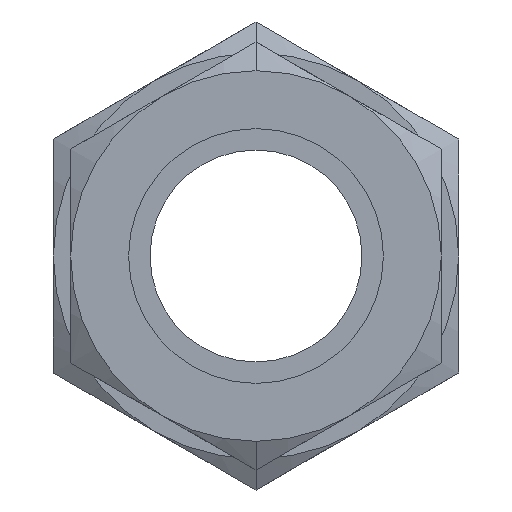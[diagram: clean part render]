
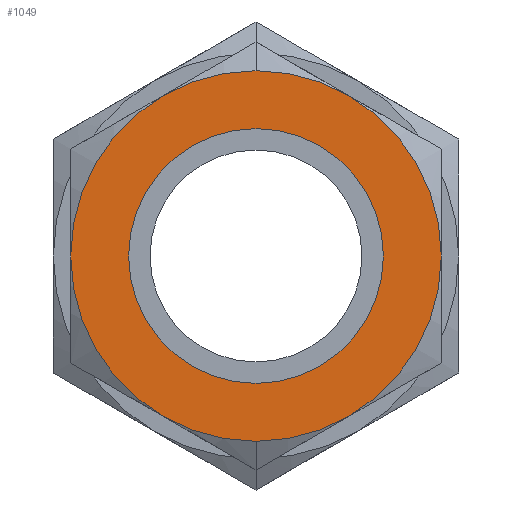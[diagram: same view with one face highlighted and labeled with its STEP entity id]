
A CAD part, left-side view. The second image highlights one B-rep face of the part: STEP entity #1049.
In plain terms, the highlighted planar face has unit normal (-1, 0, 0).
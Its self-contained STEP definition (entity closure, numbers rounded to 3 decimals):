
#132 = AXIS2_PLACEMENT_3D ( 'NONE', #1431, #731, #624 ) ;
#249 = CARTESIAN_POINT ( 'NONE',  ( 0., 0., 16. ) ) ;
#311 = CIRCLE ( 'NONE', #7152, 16. ) ;
#624 = DIRECTION ( 'NONE',  ( 0., 0., 1. ) ) ;
#731 = DIRECTION ( 'NONE',  ( 1., 0., 0. ) ) ;
#920 = CARTESIAN_POINT ( 'NONE',  ( 0., 0., 0. ) ) ;
#1049 = ADVANCED_FACE ( 'NONE', ( #3081, #8905 ), #7854, .T. ) ;
#1079 = CARTESIAN_POINT ( 'NONE',  ( 0., 0., -11. ) ) ;
#1108 = DIRECTION ( 'NONE',  ( 1., 0., 0. ) ) ;
#1431 = CARTESIAN_POINT ( 'NONE',  ( 0., 0., 0. ) ) ;
#1568 = CARTESIAN_POINT ( 'NONE',  ( 0., 0., 0. ) ) ;
#1871 = EDGE_CURVE ( 'NONE', #2293, #6781, #6484, .T. ) ;
#2031 = VERTEX_POINT ( 'NONE', #2606 ) ;
#2293 = VERTEX_POINT ( 'NONE', #249 ) ;
#2426 = EDGE_LOOP ( 'NONE', ( #8756, #6457 ) ) ;
#2606 = CARTESIAN_POINT ( 'NONE',  ( 0., 0., 11. ) ) ;
#3081 = FACE_BOUND ( 'NONE', #4202, .T. ) ;
#3272 = ORIENTED_EDGE ( 'NONE', *, *, #5112, .T. ) ;
#3871 = CARTESIAN_POINT ( 'NONE',  ( 0., 0., -16. ) ) ;
#4202 = EDGE_LOOP ( 'NONE', ( #3272, #6832 ) ) ;
#4382 = VERTEX_POINT ( 'NONE', #1079 ) ;
#4397 = DIRECTION ( 'NONE',  ( 1., 0., 0. ) ) ;
#5112 = EDGE_CURVE ( 'NONE', #4382, #2031, #6543, .T. ) ;
#5421 = EDGE_CURVE ( 'NONE', #2031, #4382, #5900, .T. ) ;
#5435 = DIRECTION ( 'NONE',  ( 0., 0., 1. ) ) ;
#5900 = CIRCLE ( 'NONE', #7821, 11. ) ;
#6192 = DIRECTION ( 'NONE',  ( 0., 0., -1. ) ) ;
#6371 = DIRECTION ( 'NONE',  ( 1., 0., 0. ) ) ;
#6457 = ORIENTED_EDGE ( 'NONE', *, *, #7090, .F. ) ;
#6484 = CIRCLE ( 'NONE', #132, 16. ) ;
#6543 = CIRCLE ( 'NONE', #8770, 11. ) ;
#6781 = VERTEX_POINT ( 'NONE', #3871 ) ;
#6832 = ORIENTED_EDGE ( 'NONE', *, *, #5421, .T. ) ;
#6944 = DIRECTION ( 'NONE',  ( 0., 0., -1. ) ) ;
#7054 = DIRECTION ( 'NONE',  ( -1., 0., 0. ) ) ;
#7077 = AXIS2_PLACEMENT_3D ( 'NONE', #7761, #7054, #5435 ) ;
#7090 = EDGE_CURVE ( 'NONE', #6781, #2293, #311, .T. ) ;
#7152 = AXIS2_PLACEMENT_3D ( 'NONE', #8482, #6371, #6192 ) ;
#7761 = CARTESIAN_POINT ( 'NONE',  ( 0., 0., 8. ) ) ;
#7821 = AXIS2_PLACEMENT_3D ( 'NONE', #1568, #4397, #8235 ) ;
#7854 = PLANE ( 'NONE',  #7077 ) ;
#8235 = DIRECTION ( 'NONE',  ( 0., 0., 1. ) ) ;
#8482 = CARTESIAN_POINT ( 'NONE',  ( 0., 0., 0. ) ) ;
#8756 = ORIENTED_EDGE ( 'NONE', *, *, #1871, .F. ) ;
#8770 = AXIS2_PLACEMENT_3D ( 'NONE', #920, #1108, #6944 ) ;
#8905 = FACE_OUTER_BOUND ( 'NONE', #2426, .T. ) ;
